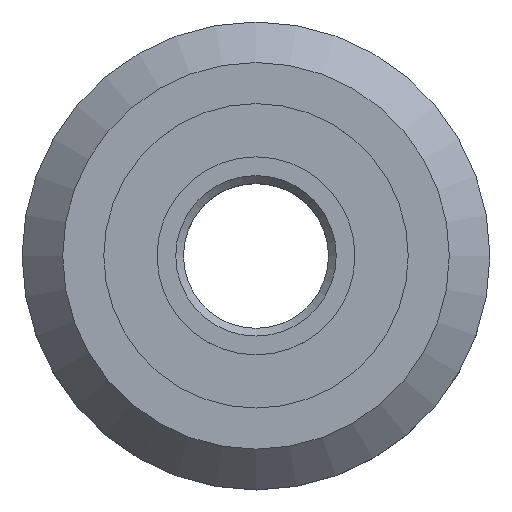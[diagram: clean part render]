
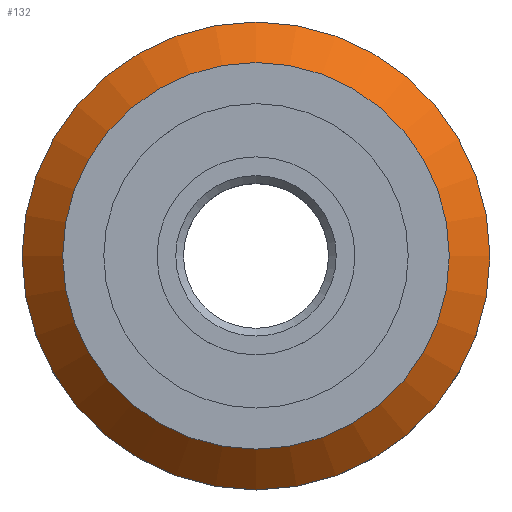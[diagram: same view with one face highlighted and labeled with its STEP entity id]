
A CAD part, top view. The second image highlights one B-rep face of the part: STEP entity #132.
In plain terms, the highlighted conical face has half-angle 45 degrees and reference radius 15.367 mm.
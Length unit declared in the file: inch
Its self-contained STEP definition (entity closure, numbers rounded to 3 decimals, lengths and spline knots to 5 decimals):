
#132 = ADVANCED_FACE( '', ( #153, #154 ), #155, .T. );
#153 = FACE_BOUND( '', #211, .T. );
#154 = FACE_OUTER_BOUND( '', #212, .T. );
#155 = CONICAL_SURFACE( '', #213, 0.605, 0.785 );
#211 = EDGE_LOOP( '', ( #268 ) );
#212 = EDGE_LOOP( '', ( #269 ) );
#213 = AXIS2_PLACEMENT_3D( '', #270, #271, #272 );
#268 = ORIENTED_EDGE( '', *, *, #363, .T. );
#269 = ORIENTED_EDGE( '', *, *, #364, .F. );
#270 = CARTESIAN_POINT( '', ( 0., 0., 0.114 ) );
#271 = DIRECTION( '', ( 0., 0., -1. ) );
#272 = DIRECTION( '', ( 0., 1., 0. ) );
#363 = EDGE_CURVE( '', #382, #382, #383, .T. );
#364 = EDGE_CURVE( '', #384, #384, #385, .T. );
#382 = VERTEX_POINT( '', #420 );
#383 = CIRCLE( '', #421, 0.5 );
#384 = VERTEX_POINT( '', #422 );
#385 = CIRCLE( '', #423, 0.605 );
#420 = CARTESIAN_POINT( '', ( 0., 0.5, 0.219 ) );
#421 = AXIS2_PLACEMENT_3D( '', #458, #459, #460 );
#422 = CARTESIAN_POINT( '', ( 0., 0.605, 0.114 ) );
#423 = AXIS2_PLACEMENT_3D( '', #461, #462, #463 );
#458 = CARTESIAN_POINT( '', ( 0., 0., 0.219 ) );
#459 = DIRECTION( '', ( 0., 0., -1. ) );
#460 = DIRECTION( '', ( 0., 1., 0. ) );
#461 = CARTESIAN_POINT( '', ( 0., 0., 0.114 ) );
#462 = DIRECTION( '', ( 0., 0., -1. ) );
#463 = DIRECTION( '', ( 0., 1., 0. ) );
